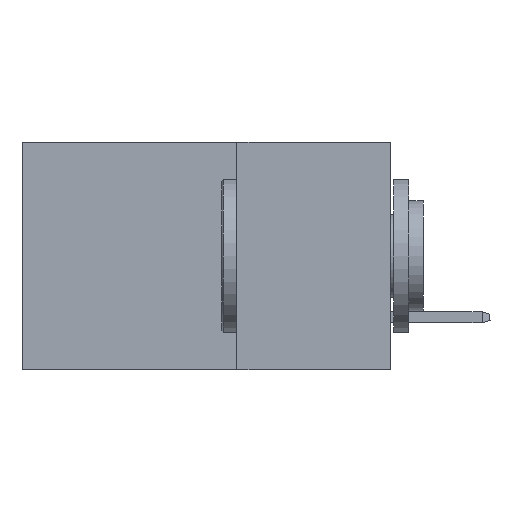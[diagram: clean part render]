
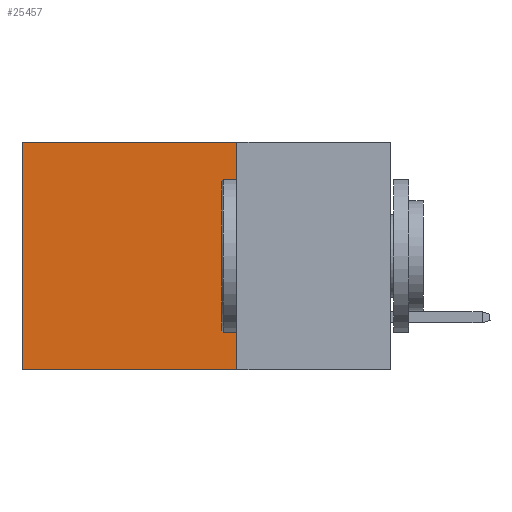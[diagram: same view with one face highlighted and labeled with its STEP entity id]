
A CAD part, left-side view. The second image highlights one B-rep face of the part: STEP entity #25457.
In plain terms, the highlighted planar face has unit normal (-1, 0, 0).
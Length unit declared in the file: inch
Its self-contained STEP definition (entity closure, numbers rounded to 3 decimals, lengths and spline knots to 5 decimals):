
#1675 = DIRECTION ( 'NONE',  ( 0., 0., -1. ) ) ;
#3488 = ORIENTED_EDGE ( 'NONE', *, *, #35820, .F. ) ;
#4143 = EDGE_CURVE ( 'NONE', #27488, #8600, #45641, .T. ) ;
#4406 = EDGE_LOOP ( 'NONE', ( #23040, #3488, #28294, #16491 ) ) ;
#4477 = EDGE_CURVE ( 'NONE', #21027, #27488, #31483, .T. ) ;
#4580 = LINE ( 'NONE', #15673, #42131 ) ;
#6827 = PLANE ( 'NONE',  #21866 ) ;
#7311 = CARTESIAN_POINT ( 'NONE',  ( 0.2875, 0.25, 0. ) ) ;
#8600 = VERTEX_POINT ( 'NONE', #13811 ) ;
#11271 = DIRECTION ( 'NONE',  ( 0., 1., 0. ) ) ;
#11609 = VERTEX_POINT ( 'NONE', #20768 ) ;
#13811 = CARTESIAN_POINT ( 'NONE',  ( 0.2875, 0.6, -0.37 ) ) ;
#15673 = CARTESIAN_POINT ( 'NONE',  ( 0.2875, 0.25, 0. ) ) ;
#16491 = ORIENTED_EDGE ( 'NONE', *, *, #4477, .T. ) ;
#17887 = CARTESIAN_POINT ( 'NONE',  ( 0.2875, 0.25, 0. ) ) ;
#18766 = DIRECTION ( 'NONE',  ( 0., 0., -1. ) ) ;
#19079 = CARTESIAN_POINT ( 'NONE',  ( 0.2875, 0.6, 0. ) ) ;
#20768 = CARTESIAN_POINT ( 'NONE',  ( 0.2875, 0.25, -0.37 ) ) ;
#21027 = VERTEX_POINT ( 'NONE', #17887 ) ;
#21866 = AXIS2_PLACEMENT_3D ( 'NONE', #7311, #46649, #24840 ) ;
#22083 = CARTESIAN_POINT ( 'NONE',  ( 0.2875, 0.25, -0.37 ) ) ;
#23040 = ORIENTED_EDGE ( 'NONE', *, *, #4143, .T. ) ;
#24387 = CARTESIAN_POINT ( 'NONE',  ( 0.2875, 0.25, 0. ) ) ;
#24840 = DIRECTION ( 'NONE',  ( 0., 0., -1. ) ) ;
#25457 = ADVANCED_FACE ( 'NONE', ( #36099 ), #6827, .F. ) ;
#26578 = LINE ( 'NONE', #22083, #32860 ) ;
#27488 = VERTEX_POINT ( 'NONE', #33549 ) ;
#28294 = ORIENTED_EDGE ( 'NONE', *, *, #42793, .F. ) ;
#31483 = LINE ( 'NONE', #24387, #46241 ) ;
#32860 = VECTOR ( 'NONE', #11271, 39.37008 ) ;
#33549 = CARTESIAN_POINT ( 'NONE',  ( 0.2875, 0.6, 0. ) ) ;
#35820 = EDGE_CURVE ( 'NONE', #11609, #8600, #26578, .T. ) ;
#36099 = FACE_OUTER_BOUND ( 'NONE', #4406, .T. ) ;
#40564 = VECTOR ( 'NONE', #18766, 39.37008 ) ;
#42131 = VECTOR ( 'NONE', #1675, 39.37008 ) ;
#42793 = EDGE_CURVE ( 'NONE', #21027, #11609, #4580, .T. ) ;
#45641 = LINE ( 'NONE', #19079, #40564 ) ;
#46241 = VECTOR ( 'NONE', #46836, 39.37008 ) ;
#46649 = DIRECTION ( 'NONE',  ( 1., 0., 0. ) ) ;
#46836 = DIRECTION ( 'NONE',  ( 0., 1., 0. ) ) ;
